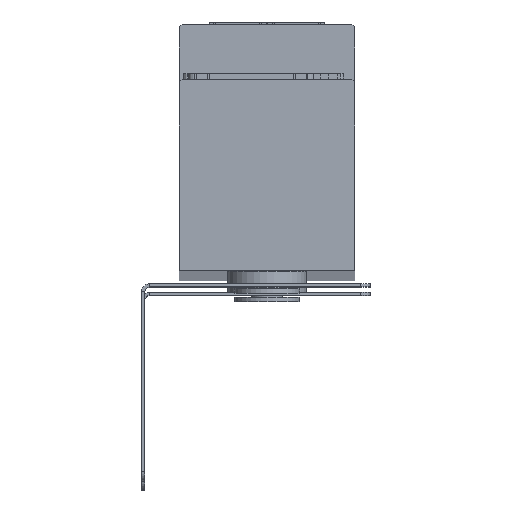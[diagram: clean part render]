
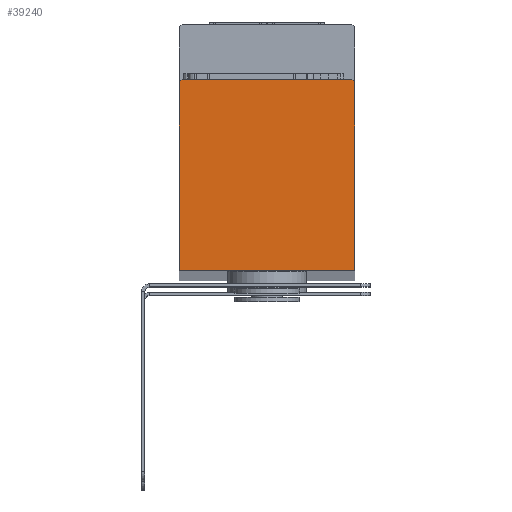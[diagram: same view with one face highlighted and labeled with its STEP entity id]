
A CAD part, top view. The second image highlights one B-rep face of the part: STEP entity #39240.
In plain terms, the highlighted planar face has unit normal (0, 0, 1).
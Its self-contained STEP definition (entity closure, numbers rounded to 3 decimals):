
#1364 = DIRECTION ( 'NONE',  ( 0., 1., 0. ) ) ;
#3494 = CARTESIAN_POINT ( 'NONE',  ( 28., 30.5, 915. ) ) ;
#4125 = ORIENTED_EDGE ( 'NONE', *, *, #10896, .T. ) ;
#4348 = CARTESIAN_POINT ( 'NONE',  ( -28., -30.5, 915. ) ) ;
#4519 = LINE ( 'NONE', #3494, #49331 ) ;
#4541 = ORIENTED_EDGE ( 'NONE', *, *, #26017, .T. ) ;
#4738 = VECTOR ( 'NONE', #28576, 1000. ) ;
#7582 = EDGE_CURVE ( 'NONE', #32376, #65675, #32029, .T. ) ;
#10896 = EDGE_CURVE ( 'NONE', #35981, #32376, #19088, .T. ) ;
#12837 = PLANE ( 'NONE',  #50438 ) ;
#13241 = CARTESIAN_POINT ( 'NONE',  ( -27., 29.5, 915. ) ) ;
#15046 = CARTESIAN_POINT ( 'NONE',  ( 27., 29.5, 915. ) ) ;
#17519 = DIRECTION ( 'NONE',  ( 0., 0., 1. ) ) ;
#18510 = DIRECTION ( 'NONE',  ( 1., 0., 0. ) ) ;
#19088 = LINE ( 'NONE', #62093, #62405 ) ;
#22886 = LINE ( 'NONE', #56626, #4738 ) ;
#23200 = VERTEX_POINT ( 'NONE', #56371 ) ;
#24548 = DIRECTION ( 'NONE',  ( 0., 0., 1. ) ) ;
#25143 = CARTESIAN_POINT ( 'NONE',  ( 28., 29.5, 915. ) ) ;
#26017 = EDGE_CURVE ( 'NONE', #67589, #23200, #53150, .T. ) ;
#28576 = DIRECTION ( 'NONE',  ( 0., 1., 0. ) ) ;
#29382 = CARTESIAN_POINT ( 'NONE',  ( -27., 30.5, 915. ) ) ;
#32029 = CIRCLE ( 'NONE', #60442, 1. ) ;
#32376 = VERTEX_POINT ( 'NONE', #25143 ) ;
#33799 = FACE_OUTER_BOUND ( 'NONE', #54666, .T. ) ;
#35699 = CARTESIAN_POINT ( 'NONE',  ( 28., -30.5, 915. ) ) ;
#35981 = VERTEX_POINT ( 'NONE', #35699 ) ;
#36598 = EDGE_CURVE ( 'NONE', #61682, #23200, #22886, .T. ) ;
#36724 = DIRECTION ( 'NONE',  ( 0., 0., 1. ) ) ;
#36839 = DIRECTION ( 'NONE',  ( -1., 0., 0. ) ) ;
#37068 = ORIENTED_EDGE ( 'NONE', *, *, #7582, .T. ) ;
#37279 = LINE ( 'NONE', #47223, #43672 ) ;
#38857 = DIRECTION ( 'NONE',  ( 1., 0., 0. ) ) ;
#39240 = ADVANCED_FACE ( 'NONE', ( #33799 ), #12837, .T. ) ;
#39849 = EDGE_CURVE ( 'NONE', #65675, #67589, #4519, .T. ) ;
#41322 = EDGE_CURVE ( 'NONE', #35981, #61682, #37279, .T. ) ;
#42528 = CARTESIAN_POINT ( 'NONE',  ( 27., 30.5, 915. ) ) ;
#43672 = VECTOR ( 'NONE', #53262, 1000. ) ;
#47223 = CARTESIAN_POINT ( 'NONE',  ( 28., -30.5, 915. ) ) ;
#49331 = VECTOR ( 'NONE', #36839, 1000. ) ;
#50438 = AXIS2_PLACEMENT_3D ( 'NONE', #61524, #24548, #18510 ) ;
#53150 = CIRCLE ( 'NONE', #59965, 1. ) ;
#53262 = DIRECTION ( 'NONE',  ( -1., 0., 0. ) ) ;
#54666 = EDGE_LOOP ( 'NONE', ( #65408, #4541, #61042, #61921, #4125, #37068 ) ) ;
#56371 = CARTESIAN_POINT ( 'NONE',  ( -28., 29.5, 915. ) ) ;
#56626 = CARTESIAN_POINT ( 'NONE',  ( -28., -30.5, 915. ) ) ;
#58400 = DIRECTION ( 'NONE',  ( 1., 0., 0. ) ) ;
#59965 = AXIS2_PLACEMENT_3D ( 'NONE', #13241, #17519, #38857 ) ;
#60442 = AXIS2_PLACEMENT_3D ( 'NONE', #15046, #36724, #58400 ) ;
#61042 = ORIENTED_EDGE ( 'NONE', *, *, #36598, .F. ) ;
#61524 = CARTESIAN_POINT ( 'NONE',  ( 0., 0., 915. ) ) ;
#61682 = VERTEX_POINT ( 'NONE', #4348 ) ;
#61921 = ORIENTED_EDGE ( 'NONE', *, *, #41322, .F. ) ;
#62093 = CARTESIAN_POINT ( 'NONE',  ( 28., -30.5, 915. ) ) ;
#62405 = VECTOR ( 'NONE', #1364, 1000. ) ;
#65408 = ORIENTED_EDGE ( 'NONE', *, *, #39849, .T. ) ;
#65675 = VERTEX_POINT ( 'NONE', #42528 ) ;
#67589 = VERTEX_POINT ( 'NONE', #29382 ) ;
